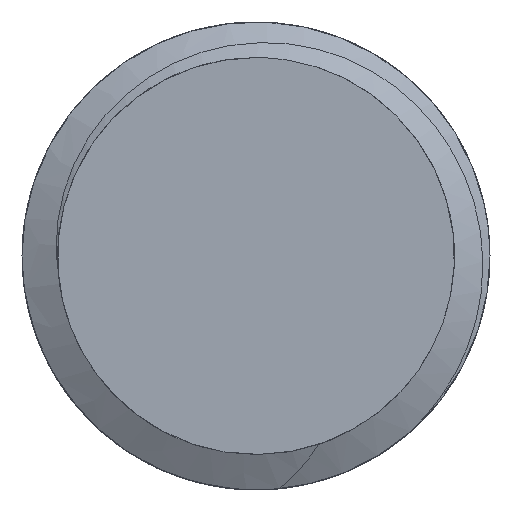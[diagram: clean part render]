
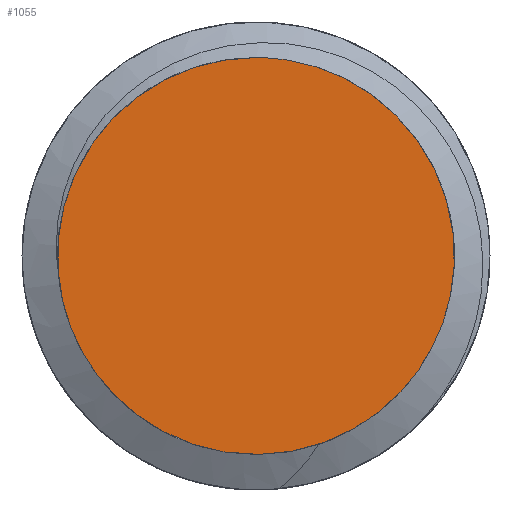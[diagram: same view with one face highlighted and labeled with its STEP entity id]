
A CAD part, front view. The second image highlights one B-rep face of the part: STEP entity #1055.
In plain terms, the highlighted free-form (B-spline) face has degree [1, 1] with [2, 2] control points.
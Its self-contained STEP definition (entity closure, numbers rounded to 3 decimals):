
#1036=CARTESIAN_POINT('',(9.475,-2.,9.475));
#1037=CARTESIAN_POINT('',(9.475,-2.,-9.475));
#1038=CARTESIAN_POINT('',(-9.475,-2.,9.475));
#1039=CARTESIAN_POINT('',(-9.475,-2.,-9.475));
#1040=B_SPLINE_SURFACE_WITH_KNOTS('',1,1,((#1036,#1037),(#1038,#1039)),.PLANE_SURF.,.F.,.F.,.U.,(2,2),(2,2),(0.,1.),(0.,1.),.UNSPECIFIED.);
#1041=CARTESIAN_POINT('',(0.,-2.,3.35));
#1042=VERTEX_POINT('',#1041);
#1043=CARTESIAN_POINT('',(0.,-2.,3.35));
#1044=CARTESIAN_POINT('',(-5.802,-2.,3.35));
#1045=CARTESIAN_POINT('',(-2.901,-2.,-1.675));
#1046=CARTESIAN_POINT('',(0.,-2.,-6.7));
#1047=CARTESIAN_POINT('',(2.901,-2.,-1.675));
#1048=CARTESIAN_POINT('',(5.802,-2.,3.35));
#1049=CARTESIAN_POINT('',(0.,-2.,3.35));
#1050=(BOUNDED_CURVE()B_SPLINE_CURVE(2,(#1043,#1044,#1045,#1046,#1047,#1048,#1049),.CIRCULAR_ARC.,.T.,.U.)B_SPLINE_CURVE_WITH_KNOTS((3,2,2,3),(0.,0.333,0.667,1.),.UNSPECIFIED.)CURVE()GEOMETRIC_REPRESENTATION_ITEM()RATIONAL_B_SPLINE_CURVE((1.,0.5,1.,0.5,1.,0.5,1.))REPRESENTATION_ITEM(''));
#1051=EDGE_CURVE('',#1042,#1042,#1050,.T.);
#1052=ORIENTED_EDGE('',*,*,#1051,.T.);
#1053=EDGE_LOOP('',(#1052));
#1054=FACE_OUTER_BOUND('',#1053,.T.);
#1055=ADVANCED_FACE('',(#1054),#1040,.T.);
